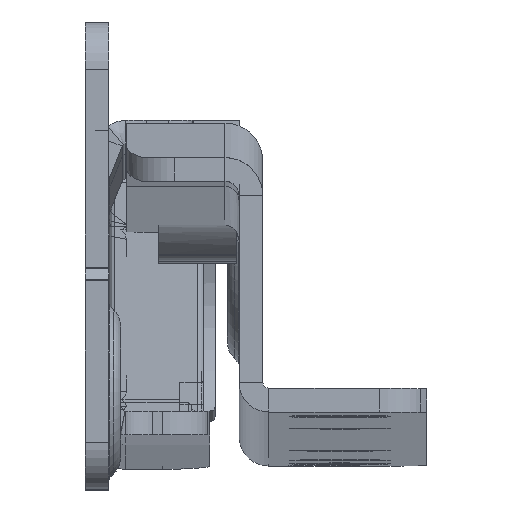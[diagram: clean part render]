
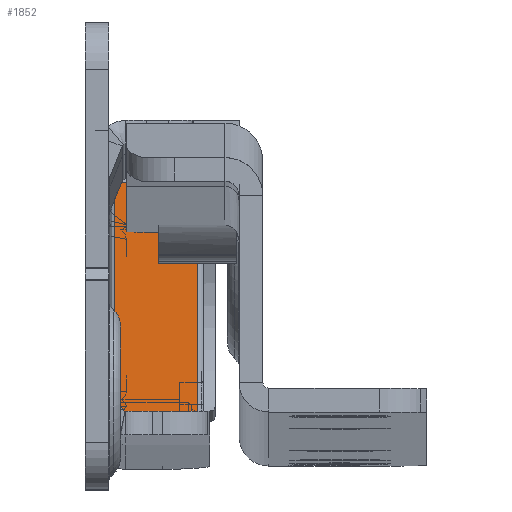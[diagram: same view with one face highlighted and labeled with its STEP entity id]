
A CAD part, top view. The second image highlights one B-rep face of the part: STEP entity #1852.
In plain terms, the highlighted face is planar.
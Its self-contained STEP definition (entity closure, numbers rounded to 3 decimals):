
#74 = EDGE_CURVE ( 'NONE', #9750, #7026, #12562, .T. ) ;
#124 = VECTOR ( 'NONE', #6465, 1000. ) ;
#1156 = VERTEX_POINT ( 'NONE', #4652 ) ;
#1460 = VERTEX_POINT ( 'NONE', #1512 ) ;
#1512 = CARTESIAN_POINT ( 'NONE',  ( 0., -11., 0.5 ) ) ;
#1852 = ADVANCED_FACE ( 'NONE', ( #10900 ), #2071, .T. ) ;
#2071 = PLANE ( 'NONE',  #2270 ) ;
#2270 = AXIS2_PLACEMENT_3D ( 'NONE', #6029, #3116, #10968 ) ;
#2282 = ORIENTED_EDGE ( 'NONE', *, *, #2589, .F. ) ;
#2518 = LINE ( 'NONE', #8259, #124 ) ;
#2589 = EDGE_CURVE ( 'NONE', #9750, #1460, #6964, .T. ) ;
#2935 = VECTOR ( 'NONE', #3595, 1000. ) ;
#3116 = DIRECTION ( 'NONE',  ( -1., 0., 0. ) ) ;
#3595 = DIRECTION ( 'NONE',  ( 0., 1., 0. ) ) ;
#3653 = ORIENTED_EDGE ( 'NONE', *, *, #74, .T. ) ;
#3928 = CARTESIAN_POINT ( 'NONE',  ( 0., -11., 8. ) ) ;
#4492 = VECTOR ( 'NONE', #11154, 1000. ) ;
#4652 = CARTESIAN_POINT ( 'NONE',  ( 0., 11., 0.5 ) ) ;
#5036 = ORIENTED_EDGE ( 'NONE', *, *, #12704, .T. ) ;
#5149 = ORIENTED_EDGE ( 'NONE', *, *, #9650, .T. ) ;
#5971 = CARTESIAN_POINT ( 'NONE',  ( 0., 11., 7.5 ) ) ;
#6029 = CARTESIAN_POINT ( 'NONE',  ( 0., -11., 8. ) ) ;
#6284 = EDGE_LOOP ( 'NONE', ( #5149, #5036, #2282, #3653 ) ) ;
#6465 = DIRECTION ( 'NONE',  ( 0., 0., -1. ) ) ;
#6964 = LINE ( 'NONE', #3928, #10317 ) ;
#7026 = VERTEX_POINT ( 'NONE', #5971 ) ;
#7244 = CARTESIAN_POINT ( 'NONE',  ( 0., -11., 0.5 ) ) ;
#8259 = CARTESIAN_POINT ( 'NONE',  ( 0., 11., 8. ) ) ;
#8399 = LINE ( 'NONE', #7244, #4492 ) ;
#9650 = EDGE_CURVE ( 'NONE', #7026, #1156, #2518, .T. ) ;
#9705 = CARTESIAN_POINT ( 'NONE',  ( 0., -11., 7.5 ) ) ;
#9750 = VERTEX_POINT ( 'NONE', #11769 ) ;
#10317 = VECTOR ( 'NONE', #11760, 1000. ) ;
#10900 = FACE_OUTER_BOUND ( 'NONE', #6284, .T. ) ;
#10968 = DIRECTION ( 'NONE',  ( 0., 0., 1. ) ) ;
#11154 = DIRECTION ( 'NONE',  ( 0., -1., 0. ) ) ;
#11760 = DIRECTION ( 'NONE',  ( 0., 0., -1. ) ) ;
#11769 = CARTESIAN_POINT ( 'NONE',  ( 0., -11., 7.5 ) ) ;
#12562 = LINE ( 'NONE', #9705, #2935 ) ;
#12704 = EDGE_CURVE ( 'NONE', #1156, #1460, #8399, .T. ) ;
